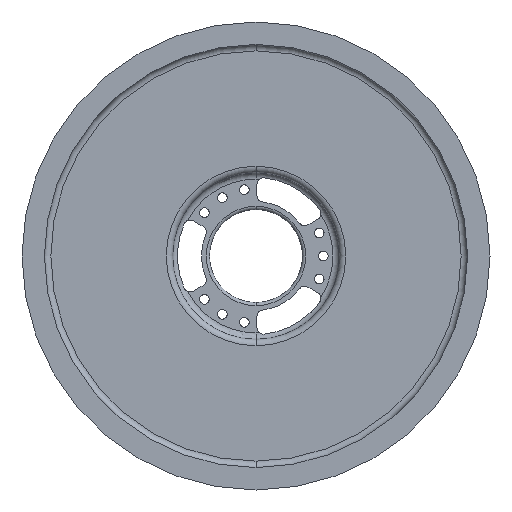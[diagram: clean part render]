
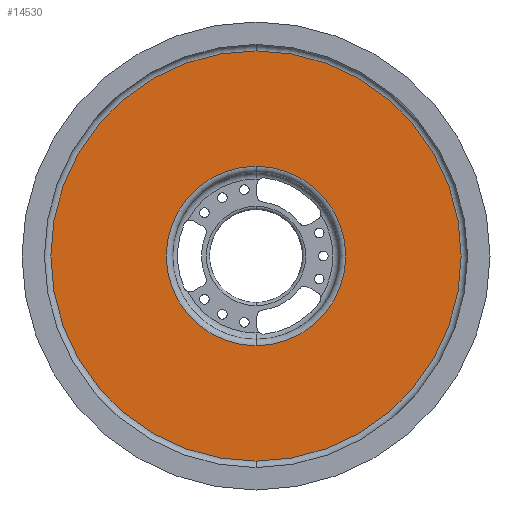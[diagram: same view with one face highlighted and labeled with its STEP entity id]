
A CAD part, front view. The second image highlights one B-rep face of the part: STEP entity #14530.
In plain terms, the highlighted planar face has unit normal (0, -1, 0).
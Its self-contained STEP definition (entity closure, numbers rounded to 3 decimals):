
#1036 = AXIS2_PLACEMENT_3D ( 'NONE', #9781, #7177, #12218 ) ;
#1053 = AXIS2_PLACEMENT_3D ( 'NONE', #29913, #18336, #13462 ) ;
#1722 = EDGE_CURVE ( 'NONE', #27746, #4155, #2392, .T. ) ;
#2392 = CIRCLE ( 'NONE', #21882, 64. ) ;
#2485 = CARTESIAN_POINT ( 'NONE',  ( 24.5, -145., -39.5 ) ) ;
#4049 = VERTEX_POINT ( 'NONE', #2485 ) ;
#4155 = VERTEX_POINT ( 'NONE', #11495 ) ;
#5687 = EDGE_CURVE ( 'NONE', #4155, #27746, #16029, .T. ) ;
#6358 = CIRCLE ( 'NONE', #19016, 28. ) ;
#6490 = ORIENTED_EDGE ( 'NONE', *, *, #17128, .T. ) ;
#6758 = CARTESIAN_POINT ( 'NONE',  ( 24.5, -145., -11.5 ) ) ;
#7177 = DIRECTION ( 'NONE',  ( 0., 1., 0. ) ) ;
#8193 = DIRECTION ( 'NONE',  ( 0., 0., -1. ) ) ;
#8820 = CIRCLE ( 'NONE', #1036, 28. ) ;
#8929 = ORIENTED_EDGE ( 'NONE', *, *, #19864, .T. ) ;
#9186 = FACE_BOUND ( 'NONE', #20501, .T. ) ;
#9369 = DIRECTION ( 'NONE',  ( 0., -1., 0. ) ) ;
#9500 = FACE_OUTER_BOUND ( 'NONE', #27857, .T. ) ;
#9781 = CARTESIAN_POINT ( 'NONE',  ( 24.5, -145., -11.5 ) ) ;
#10603 = CARTESIAN_POINT ( 'NONE',  ( 24.5, -145., 16.5 ) ) ;
#11437 = CARTESIAN_POINT ( 'NONE',  ( 24.5, -145., 52.5 ) ) ;
#11495 = CARTESIAN_POINT ( 'NONE',  ( 24.5, -145., -75.5 ) ) ;
#12218 = DIRECTION ( 'NONE',  ( 0., 0., -1. ) ) ;
#13462 = DIRECTION ( 'NONE',  ( 0., 0., -1. ) ) ;
#13752 = DIRECTION ( 'NONE',  ( 0., -1., 0. ) ) ;
#14530 = ADVANCED_FACE ( 'NONE', ( #9500, #9186 ), #23055, .T. ) ;
#15825 = ORIENTED_EDGE ( 'NONE', *, *, #5687, .T. ) ;
#16029 = CIRCLE ( 'NONE', #30112, 64. ) ;
#17128 = EDGE_CURVE ( 'NONE', #4049, #18105, #6358, .T. ) ;
#18105 = VERTEX_POINT ( 'NONE', #10603 ) ;
#18336 = DIRECTION ( 'NONE',  ( 0., -1., 0. ) ) ;
#18465 = DIRECTION ( 'NONE',  ( 0., 0., -1. ) ) ;
#19016 = AXIS2_PLACEMENT_3D ( 'NONE', #22066, #26941, #8193 ) ;
#19864 = EDGE_CURVE ( 'NONE', #18105, #4049, #8820, .T. ) ;
#20501 = EDGE_LOOP ( 'NONE', ( #6490, #8929 ) ) ;
#21882 = AXIS2_PLACEMENT_3D ( 'NONE', #6758, #9369, #25516 ) ;
#22066 = CARTESIAN_POINT ( 'NONE',  ( 24.5, -145., -11.5 ) ) ;
#23055 = PLANE ( 'NONE',  #1053 ) ;
#24720 = ORIENTED_EDGE ( 'NONE', *, *, #1722, .T. ) ;
#25322 = CARTESIAN_POINT ( 'NONE',  ( 24.5, -145., -11.5 ) ) ;
#25516 = DIRECTION ( 'NONE',  ( 0., 0., -1. ) ) ;
#26941 = DIRECTION ( 'NONE',  ( 0., 1., 0. ) ) ;
#27746 = VERTEX_POINT ( 'NONE', #11437 ) ;
#27857 = EDGE_LOOP ( 'NONE', ( #15825, #24720 ) ) ;
#29913 = CARTESIAN_POINT ( 'NONE',  ( 24.5, -145., -11.5 ) ) ;
#30112 = AXIS2_PLACEMENT_3D ( 'NONE', #25322, #13752, #18465 ) ;
